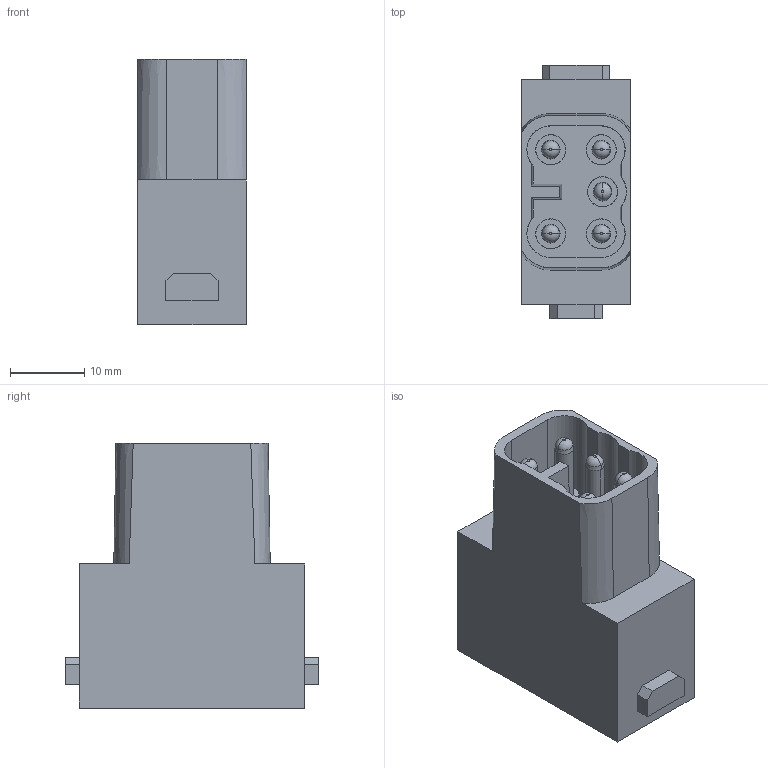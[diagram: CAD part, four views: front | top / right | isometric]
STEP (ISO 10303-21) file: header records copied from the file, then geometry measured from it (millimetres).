
FILE_DESCRIPTION(('SolidDesigner STEP Export'),'2;1');
FILE_NAME('1417372_HC_M_05_PT_M-select.stp','2016-03-12T 9:26:16',(''),(''),'Creo Elements/Direct Modeling STEP processor for AP214 (Solid Model)','Creo Elements/Direct Modeling 18.1G 27-Feb-2015 (C) Parametric Technology GmbH','');
FILE_SCHEMA(('AUTOMOTIVE_DESIGN { 1 0 10303 214 1 1 1 1 }'));
Length unit declared in the file: millimetre
Products named in the file (2): 1417372_HC_M_05_PT_M-select
Assembly tree (1 placements, depth 2):
  1417372_HC_M_05_PT_M-select
    1417372_HC_M_05_PT_M-select
Bounding box: 14.6 x 34.1 x 35.7 mm (x, y, z)
Volume: 9497.2 mm3; surface area: 6714.9 mm2
Topology: 1 solids, 1 shells, 298 faces, 832 edges, 559 vertices
Faces by surface type: plane 214, cone 39, cylinder 35, torus 10
Entity records: 15777 total; most frequent: CARTESIAN_POINT 5801, ORIENTED_EDGE 1664, DIRECTION 1409, EDGE_CURVE 832, VECTOR 585, LINE 585, VERTEX_POINT 559, AXIS2_PLACEMENT_3D 412
